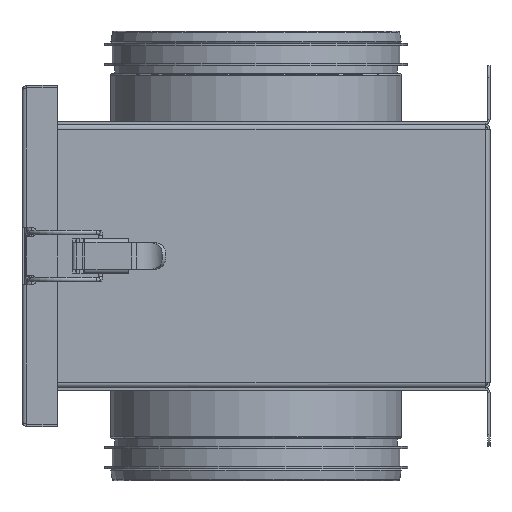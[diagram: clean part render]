
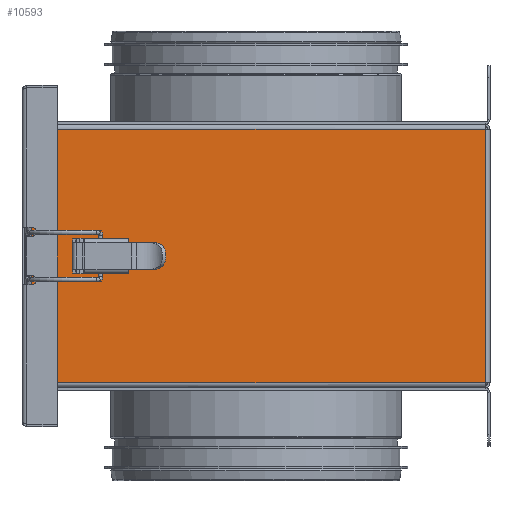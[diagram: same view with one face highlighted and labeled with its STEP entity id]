
A CAD part, left-side view. The second image highlights one B-rep face of the part: STEP entity #10593.
In plain terms, the highlighted planar face has unit normal (-1, 0, 0).
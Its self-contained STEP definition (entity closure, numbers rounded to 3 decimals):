
#176=FACE_BOUND('',#2185,.T.);
#177=FACE_BOUND('',#2186,.T.);
#178=FACE_BOUND('',#2187,.T.);
#323=CIRCLE('',#11046,10.);
#927=PLANE('',#11618);
#1470=FACE_OUTER_BOUND('',#2184,.T.);
#2184=EDGE_LOOP('',(#8862,#8863,#8864,#8865,#8866,#8867,#8868,#8869,#8870,
#8871,#8872,#8873));
#2185=EDGE_LOOP('',(#8874,#8875,#8876,#8877));
#2186=EDGE_LOOP('',(#8878,#8879,#8880,#8881));
#2187=EDGE_LOOP('',(#8882,#8883,#8884,#8885,#8886,#8887,#8888,#8889));
#2417=LINE('',#15203,#3337);
#2419=LINE('',#15211,#3339);
#2427=LINE('',#15238,#3347);
#2429=LINE('',#15246,#3349);
#2439=LINE('',#15278,#3359);
#2452=LINE('',#15309,#3372);
#2490=LINE('',#15483,#3410);
#2511=LINE('',#15538,#3431);
#2538=LINE('',#15608,#3458);
#2549=LINE('',#15648,#3469);
#2555=LINE('',#15667,#3475);
#2563=LINE('',#15685,#3483);
#2574=LINE('',#15716,#3494);
#2576=LINE('',#15719,#3496);
#2578=LINE('',#15725,#3498);
#3060=LINE('',#17489,#3980);
#3076=LINE('',#17552,#3996);
#3115=LINE('',#17677,#4035);
#3116=LINE('',#17679,#4036);
#3117=LINE('',#17681,#4037);
#3118=LINE('',#17683,#4038);
#3119=LINE('',#17685,#4039);
#3120=LINE('',#17687,#4040);
#3121=LINE('',#17689,#4041);
#3122=LINE('',#17691,#4042);
#3123=LINE('',#17693,#4043);
#3124=LINE('',#17694,#4044);
#3337=VECTOR('',#12156,10.);
#3339=VECTOR('',#12164,10.);
#3347=VECTOR('',#12184,10.);
#3349=VECTOR('',#12192,10.);
#3359=VECTOR('',#12218,10.);
#3372=VECTOR('',#12249,10.);
#3410=VECTOR('',#12383,10.);
#3431=VECTOR('',#12446,10.);
#3458=VECTOR('',#12521,10.);
#3469=VECTOR('',#12558,10.);
#3475=VECTOR('',#12574,10.);
#3483=VECTOR('',#12592,10.);
#3494=VECTOR('',#12623,10.);
#3496=VECTOR('',#12627,10.);
#3498=VECTOR('',#12635,10.);
#3980=VECTOR('',#14187,10.);
#3996=VECTOR('',#14225,10.);
#4035=VECTOR('',#14314,10.);
#4036=VECTOR('',#14315,10.);
#4037=VECTOR('',#14316,10.);
#4038=VECTOR('',#14317,10.);
#4039=VECTOR('',#14318,10.);
#4040=VECTOR('',#14319,10.);
#4041=VECTOR('',#14320,10.);
#4042=VECTOR('',#14321,10.);
#4043=VECTOR('',#14322,10.);
#4044=VECTOR('',#14323,10.);
#4248=VERTEX_POINT('',#15006);
#4301=VERTEX_POINT('',#15201);
#4302=VERTEX_POINT('',#15202);
#4305=VERTEX_POINT('',#15210);
#4317=VERTEX_POINT('',#15236);
#4318=VERTEX_POINT('',#15237);
#4321=VERTEX_POINT('',#15245);
#4335=VERTEX_POINT('',#15277);
#4376=VERTEX_POINT('',#15482);
#4407=VERTEX_POINT('',#15606);
#4408=VERTEX_POINT('',#15607);
#4424=VERTEX_POINT('',#15646);
#4432=VERTEX_POINT('',#15666);
#4437=VERTEX_POINT('',#15683);
#4446=VERTEX_POINT('',#15713);
#4447=VERTEX_POINT('',#15715);
#4448=VERTEX_POINT('',#15721);
#4908=VERTEX_POINT('',#17488);
#4916=VERTEX_POINT('',#17549);
#4917=VERTEX_POINT('',#17551);
#4941=VERTEX_POINT('',#17678);
#4942=VERTEX_POINT('',#17680);
#4943=VERTEX_POINT('',#17682);
#4944=VERTEX_POINT('',#17684);
#4945=VERTEX_POINT('',#17686);
#4946=VERTEX_POINT('',#17688);
#4947=VERTEX_POINT('',#17690);
#4948=VERTEX_POINT('',#17692);
#5237=EDGE_CURVE('',#4301,#4302,#2417,.T.);
#5241=EDGE_CURVE('',#4305,#4301,#2419,.T.);
#5254=EDGE_CURVE('',#4317,#4318,#2427,.T.);
#5258=EDGE_CURVE('',#4321,#4317,#2429,.T.);
#5274=EDGE_CURVE('',#4302,#4335,#2439,.T.);
#5291=EDGE_CURVE('',#4335,#4305,#2452,.T.);
#5352=EDGE_CURVE('',#4318,#4376,#2490,.T.);
#5381=EDGE_CURVE('',#4376,#4321,#2511,.T.);
#5413=EDGE_CURVE('',#4407,#4408,#2538,.T.);
#5434=EDGE_CURVE('',#4408,#4424,#2549,.T.);
#5443=EDGE_CURVE('',#4432,#4407,#2555,.T.);
#5453=EDGE_CURVE('',#4424,#4437,#2563,.T.);
#5468=EDGE_CURVE('',#4447,#4446,#2574,.T.);
#5470=EDGE_CURVE('',#4437,#4447,#2576,.T.);
#5471=EDGE_CURVE('',#4446,#4448,#323,.T.);
#5473=EDGE_CURVE('',#4448,#4432,#2578,.T.);
#6218=EDGE_CURVE('',#4908,#4248,#3060,.T.);
#6238=EDGE_CURVE('',#4917,#4916,#3076,.T.);
#6287=EDGE_CURVE('',#4248,#4917,#3115,.T.);
#6288=EDGE_CURVE('',#4941,#4916,#3116,.T.);
#6289=EDGE_CURVE('',#4941,#4942,#3117,.T.);
#6290=EDGE_CURVE('',#4942,#4943,#3118,.T.);
#6291=EDGE_CURVE('',#4943,#4944,#3119,.T.);
#6292=EDGE_CURVE('',#4944,#4945,#3120,.T.);
#6293=EDGE_CURVE('',#4945,#4946,#3121,.T.);
#6294=EDGE_CURVE('',#4946,#4947,#3122,.T.);
#6295=EDGE_CURVE('',#4947,#4948,#3123,.T.);
#6296=EDGE_CURVE('',#4908,#4948,#3124,.T.);
#8862=ORIENTED_EDGE('',*,*,#6218,.T.);
#8863=ORIENTED_EDGE('',*,*,#6287,.T.);
#8864=ORIENTED_EDGE('',*,*,#6238,.T.);
#8865=ORIENTED_EDGE('',*,*,#6288,.F.);
#8866=ORIENTED_EDGE('',*,*,#6289,.T.);
#8867=ORIENTED_EDGE('',*,*,#6290,.T.);
#8868=ORIENTED_EDGE('',*,*,#6291,.T.);
#8869=ORIENTED_EDGE('',*,*,#6292,.T.);
#8870=ORIENTED_EDGE('',*,*,#6293,.T.);
#8871=ORIENTED_EDGE('',*,*,#6294,.T.);
#8872=ORIENTED_EDGE('',*,*,#6295,.T.);
#8873=ORIENTED_EDGE('',*,*,#6296,.F.);
#8874=ORIENTED_EDGE('',*,*,#5241,.T.);
#8875=ORIENTED_EDGE('',*,*,#5237,.T.);
#8876=ORIENTED_EDGE('',*,*,#5274,.T.);
#8877=ORIENTED_EDGE('',*,*,#5291,.T.);
#8878=ORIENTED_EDGE('',*,*,#5258,.T.);
#8879=ORIENTED_EDGE('',*,*,#5254,.T.);
#8880=ORIENTED_EDGE('',*,*,#5352,.T.);
#8881=ORIENTED_EDGE('',*,*,#5381,.T.);
#8882=ORIENTED_EDGE('',*,*,#5468,.T.);
#8883=ORIENTED_EDGE('',*,*,#5471,.T.);
#8884=ORIENTED_EDGE('',*,*,#5473,.T.);
#8885=ORIENTED_EDGE('',*,*,#5443,.T.);
#8886=ORIENTED_EDGE('',*,*,#5413,.T.);
#8887=ORIENTED_EDGE('',*,*,#5434,.T.);
#8888=ORIENTED_EDGE('',*,*,#5453,.T.);
#8889=ORIENTED_EDGE('',*,*,#5470,.T.);
#10593=ADVANCED_FACE('',(#1470,#176,#177,#178),#927,.F.);
#11046=AXIS2_PLACEMENT_3D('',#15722,#12630,#12631);
#11618=AXIS2_PLACEMENT_3D('',#17676,#14312,#14313);
#12156=DIRECTION('',(0.,0.,1.));
#12164=DIRECTION('',(0.,1.,0.));
#12184=DIRECTION('',(0.,0.,-1.));
#12192=DIRECTION('',(0.,-1.,0.));
#12218=DIRECTION('',(0.,-1.,0.));
#12249=DIRECTION('',(0.,0.,-1.));
#12383=DIRECTION('',(0.,1.,0.));
#12446=DIRECTION('',(0.,0.,1.));
#12521=DIRECTION('',(0.,1.,0.));
#12558=DIRECTION('',(0.,0.,1.));
#12574=DIRECTION('',(0.,0.,-1.));
#12592=DIRECTION('',(0.,-1.,0.));
#12623=DIRECTION('',(0.,-1.,0.));
#12627=DIRECTION('',(0.,0.,-1.));
#12630=DIRECTION('center_axis',(1.,0.,0.));
#12631=DIRECTION('ref_axis',(0.,1.,0.));
#12635=DIRECTION('',(0.,1.,0.));
#14187=DIRECTION('',(0.,-1.,0.));
#14225=DIRECTION('',(0.,1.,0.));
#14312=DIRECTION('center_axis',(1.,0.,0.));
#14313=DIRECTION('ref_axis',(0.,0.,1.));
#14314=DIRECTION('',(0.,0.,1.));
#14315=DIRECTION('',(0.,0.,1.));
#14316=DIRECTION('',(0.,-1.,0.));
#14317=DIRECTION('',(0.,0.,-1.));
#14318=DIRECTION('',(0.,1.,0.));
#14319=DIRECTION('',(0.,0.,-1.));
#14320=DIRECTION('',(0.,-1.,0.));
#14321=DIRECTION('',(0.,0.,-1.));
#14322=DIRECTION('',(0.,1.,0.));
#14323=DIRECTION('',(0.,0.,1.));
#15006=CARTESIAN_POINT('',(-104.5,2.,-54.));
#15201=CARTESIAN_POINT('',(-104.5,159.719,5.65));
#15202=CARTESIAN_POINT('',(-104.5,159.719,7.25));
#15203=CARTESIAN_POINT('',(-104.5,159.719,7.25));
#15210=CARTESIAN_POINT('',(-104.5,154.642,5.65));
#15211=CARTESIAN_POINT('',(-104.5,126.034,5.65));
#15236=CARTESIAN_POINT('',(-104.5,154.642,-5.65));
#15237=CARTESIAN_POINT('',(-104.5,154.642,-7.25));
#15238=CARTESIAN_POINT('',(-104.5,154.642,-5.65));
#15245=CARTESIAN_POINT('',(-104.5,159.719,-5.65));
#15246=CARTESIAN_POINT('',(-104.5,126.035,-5.65));
#15277=CARTESIAN_POINT('',(-104.5,154.642,7.25));
#15278=CARTESIAN_POINT('',(-104.5,126.034,7.25));
#15309=CARTESIAN_POINT('',(-104.5,154.642,7.25));
#15482=CARTESIAN_POINT('',(-104.5,159.719,-7.25));
#15483=CARTESIAN_POINT('',(-104.5,126.035,-7.25));
#15538=CARTESIAN_POINT('',(-104.5,159.719,-5.65));
#15606=CARTESIAN_POINT('',(-104.5,161.6,-7.5));
#15607=CARTESIAN_POINT('',(-104.5,163.9,-7.5));
#15608=CARTESIAN_POINT('',(-104.5,136.356,-7.5));
#15646=CARTESIAN_POINT('',(-104.5,163.9,7.5));
#15648=CARTESIAN_POINT('',(-104.5,163.9,-7.5));
#15666=CARTESIAN_POINT('',(-104.5,161.6,-5.5));
#15667=CARTESIAN_POINT('',(-104.5,161.6,-2.75));
#15683=CARTESIAN_POINT('',(-104.5,161.6,7.5));
#15685=CARTESIAN_POINT('',(-104.5,136.356,7.5));
#15713=CARTESIAN_POINT('',(-104.5,142.548,5.5));
#15715=CARTESIAN_POINT('',(-104.5,161.6,5.5));
#15716=CARTESIAN_POINT('',(-104.5,129.985,5.5));
#15719=CARTESIAN_POINT('',(-104.5,161.6,2.75));
#15721=CARTESIAN_POINT('',(-104.5,142.548,-5.5));
#15722=CARTESIAN_POINT('Origin',(-104.5,150.9,0.));
#15725=CARTESIAN_POINT('',(-104.5,129.985,-5.5));
#17488=CARTESIAN_POINT('',(-104.5,197.,-54.));
#17489=CARTESIAN_POINT('',(-104.5,147.685,-54.));
#17549=CARTESIAN_POINT('',(-104.5,197.,54.));
#17551=CARTESIAN_POINT('',(-104.5,2.,54.));
#17552=CARTESIAN_POINT('',(-104.5,50.185,54.));
#17676=CARTESIAN_POINT('Origin',(-104.5,98.369,0.));
#17677=CARTESIAN_POINT('',(-104.5,2.,0.));
#17678=CARTESIAN_POINT('',(-104.5,197.,41.01));
#17679=CARTESIAN_POINT('',(-104.5,197.,-56.));
#17680=CARTESIAN_POINT('',(-104.5,194.99,41.01));
#17681=CARTESIAN_POINT('',(-104.5,147.685,41.01));
#17682=CARTESIAN_POINT('',(-104.5,194.99,41.));
#17683=CARTESIAN_POINT('',(-104.5,194.99,20.505));
#17684=CARTESIAN_POINT('',(-104.5,195.,41.));
#17685=CARTESIAN_POINT('',(-104.5,146.68,41.));
#17686=CARTESIAN_POINT('',(-104.5,195.,-41.));
#17687=CARTESIAN_POINT('',(-104.5,195.,20.5));
#17688=CARTESIAN_POINT('',(-104.5,194.99,-41.));
#17689=CARTESIAN_POINT('',(-104.5,147.685,-41.));
#17690=CARTESIAN_POINT('',(-104.5,194.99,-41.01));
#17691=CARTESIAN_POINT('',(-104.5,194.99,-20.5));
#17692=CARTESIAN_POINT('',(-104.5,197.,-41.01));
#17693=CARTESIAN_POINT('',(-104.5,146.68,-41.01));
#17694=CARTESIAN_POINT('',(-104.5,197.,-56.));
